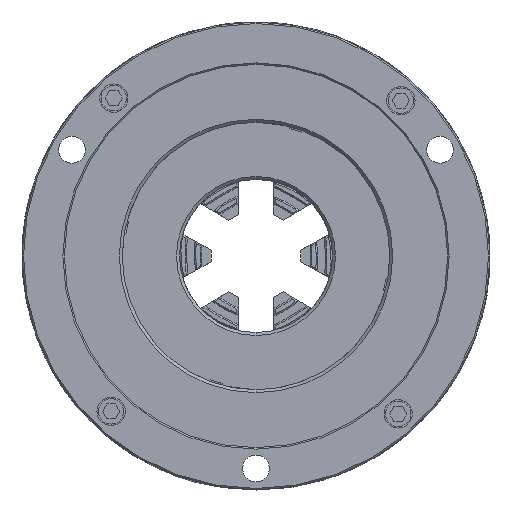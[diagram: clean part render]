
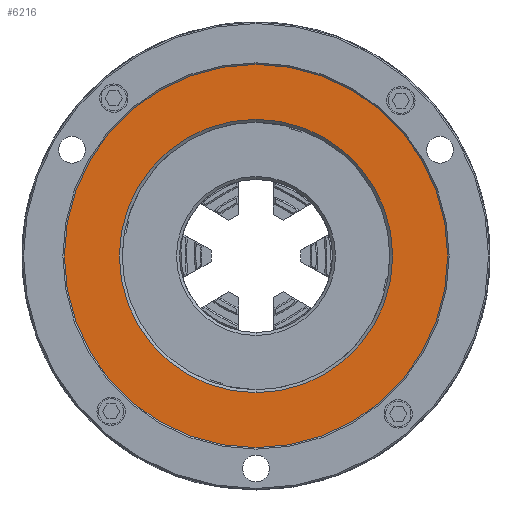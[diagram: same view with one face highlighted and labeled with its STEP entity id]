
A CAD part, front view. The second image highlights one B-rep face of the part: STEP entity #6216.
In plain terms, the highlighted planar face has unit normal (0, -1, 0).
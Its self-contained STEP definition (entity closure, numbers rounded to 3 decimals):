
#104 = EDGE_CURVE ( 'NONE', #15650, #17419, #19491, .T. ) ;
#401 = AXIS2_PLACEMENT_3D ( 'NONE', #7405, #745, #18069 ) ;
#562 = DIRECTION ( 'NONE',  ( 0., 0., 1. ) ) ;
#667 = FACE_BOUND ( 'NONE', #18127, .T. ) ;
#683 = CIRCLE ( 'NONE', #7072, 129. ) ;
#745 = DIRECTION ( 'NONE',  ( 0., -1., 0. ) ) ;
#1157 = DIRECTION ( 'NONE',  ( 0., 0., 1. ) ) ;
#1283 = VERTEX_POINT ( 'NONE', #11577 ) ;
#1308 = ORIENTED_EDGE ( 'NONE', *, *, #15940, .T. ) ;
#1523 = ORIENTED_EDGE ( 'NONE', *, *, #17098, .T. ) ;
#2295 = CARTESIAN_POINT ( 'NONE',  ( -18.388, 2.037, 407. ) ) ;
#3865 = PLANE ( 'NONE',  #7480 ) ;
#4226 = ORIENTED_EDGE ( 'NONE', *, *, #16217, .T. ) ;
#4636 = CARTESIAN_POINT ( 'NONE',  ( -18.388, 2.037, 444. ) ) ;
#4965 = CARTESIAN_POINT ( 'NONE',  ( -147.388, 2.037, 315. ) ) ;
#5350 = ORIENTED_EDGE ( 'NONE', *, *, #104, .T. ) ;
#5609 = DIRECTION ( 'NONE',  ( 0., 1., 0. ) ) ;
#5640 = AXIS2_PLACEMENT_3D ( 'NONE', #13168, #5609, #7112 ) ;
#6216 = ADVANCED_FACE ( 'NONE', ( #667, #6758 ), #3865, .F. ) ;
#6595 = DIRECTION ( 'NONE',  ( 0., 0., -1. ) ) ;
#6598 = CIRCLE ( 'NONE', #5640, 92. ) ;
#6758 = FACE_OUTER_BOUND ( 'NONE', #14086, .T. ) ;
#7072 = AXIS2_PLACEMENT_3D ( 'NONE', #7995, #9774, #6595 ) ;
#7112 = DIRECTION ( 'NONE',  ( 0., 0., 1. ) ) ;
#7405 = CARTESIAN_POINT ( 'NONE',  ( -18.388, 2.037, 315. ) ) ;
#7480 = AXIS2_PLACEMENT_3D ( 'NONE', #4965, #9550, #562 ) ;
#7995 = CARTESIAN_POINT ( 'NONE',  ( -18.388, 2.037, 315. ) ) ;
#8733 = CARTESIAN_POINT ( 'NONE',  ( -18.388, 2.037, 315. ) ) ;
#9550 = DIRECTION ( 'NONE',  ( 0., 1., 0. ) ) ;
#9774 = DIRECTION ( 'NONE',  ( 0., -1., 0. ) ) ;
#10896 = CIRCLE ( 'NONE', #401, 129. ) ;
#11577 = CARTESIAN_POINT ( 'NONE',  ( -18.388, 2.037, 186. ) ) ;
#13168 = CARTESIAN_POINT ( 'NONE',  ( -18.388, 2.037, 315. ) ) ;
#13329 = CARTESIAN_POINT ( 'NONE',  ( -18.388, 2.037, 223. ) ) ;
#14086 = EDGE_LOOP ( 'NONE', ( #1523, #4226 ) ) ;
#14369 = AXIS2_PLACEMENT_3D ( 'NONE', #8733, #16202, #1157 ) ;
#15650 = VERTEX_POINT ( 'NONE', #13329 ) ;
#15940 = EDGE_CURVE ( 'NONE', #17419, #15650, #6598, .T. ) ;
#16202 = DIRECTION ( 'NONE',  ( 0., 1., 0. ) ) ;
#16217 = EDGE_CURVE ( 'NONE', #19705, #1283, #683, .T. ) ;
#17098 = EDGE_CURVE ( 'NONE', #1283, #19705, #10896, .T. ) ;
#17419 = VERTEX_POINT ( 'NONE', #2295 ) ;
#18069 = DIRECTION ( 'NONE',  ( 0., 0., -1. ) ) ;
#18127 = EDGE_LOOP ( 'NONE', ( #5350, #1308 ) ) ;
#19491 = CIRCLE ( 'NONE', #14369, 92. ) ;
#19705 = VERTEX_POINT ( 'NONE', #4636 ) ;
